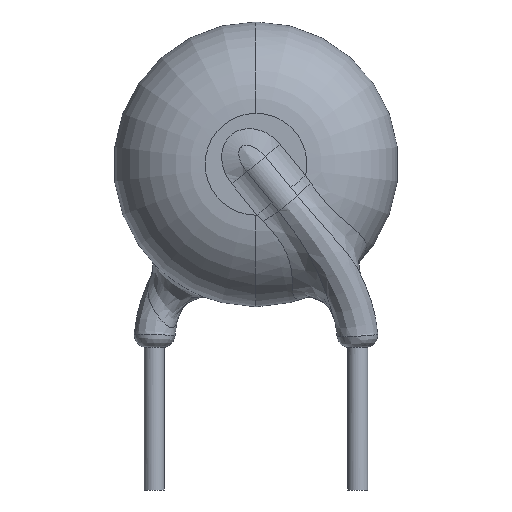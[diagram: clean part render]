
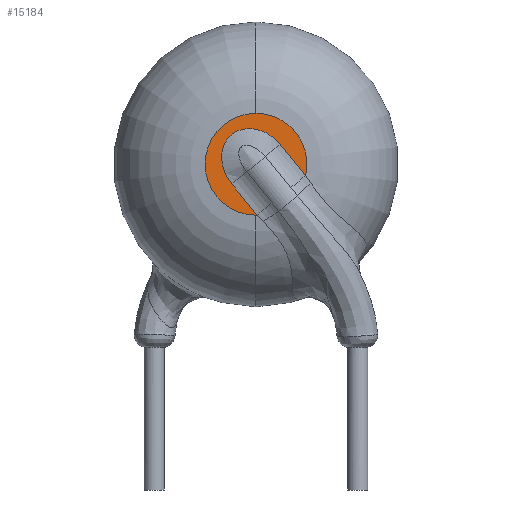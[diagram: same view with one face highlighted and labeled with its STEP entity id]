
A CAD part, front view. The second image highlights one B-rep face of the part: STEP entity #15184.
In plain terms, the highlighted planar face has unit normal (0, -1, 0).
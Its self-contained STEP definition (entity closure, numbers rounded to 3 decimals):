
#801 = CIRCLE ( 'NONE', #10711, 1.25 ) ;
#1136 = CARTESIAN_POINT ( 'NONE',  ( -0.406, -2.25, 5.344 ) ) ;
#1234 = DIRECTION ( 'NONE',  ( 0., 0., 1. ) ) ;
#1304 = CARTESIAN_POINT ( 'NONE',  ( -0.681, -2.25, 5.15 ) ) ;
#1392 = CARTESIAN_POINT ( 'NONE',  ( -0.722, -2.25, 4.198 ) ) ;
#1394 = DIRECTION ( 'NONE',  ( -0.632, 0., 0.775 ) ) ;
#1967 = CIRCLE ( 'NONE', #13011, 1.25 ) ;
#2329 = CARTESIAN_POINT ( 'NONE',  ( 0., -2.25, 4.5 ) ) ;
#2422 = CARTESIAN_POINT ( 'NONE',  ( 0.523, -2.25, 5.072 ) ) ;
#2511 = CARTESIAN_POINT ( 'NONE',  ( -0.834, -2.25, 4.515 ) ) ;
#2557 = VERTEX_POINT ( 'NONE', #17120 ) ;
#2679 = CARTESIAN_POINT ( 'NONE',  ( -0.665, -2.25, 4.103 ) ) ;
#2744 = ORIENTED_EDGE ( 'NONE', *, *, #10663, .F. ) ;
#3097 = VERTEX_POINT ( 'NONE', #12317 ) ;
#3566 = CIRCLE ( 'NONE', #10432, 1.25 ) ;
#3844 = CARTESIAN_POINT ( 'NONE',  ( 0., -2.25, 4.5 ) ) ;
#3874 = B_SPLINE_CURVE_WITH_KNOTS ( 'NONE', 3,
 ( #3990, #2679, #1392, #9063, #2511, #12985, #11677, #15821, #7705, #1304, #14549, #10292, #1136, #7863, #14640, #14465, #16955, #9150, #2422, #17044 ),
 .UNSPECIFIED., .F., .F.,
 ( 4, 2, 2, 2, 2, 2, 2, 2, 2, 4 ),
 ( 0., 0., 0.001, 0.001, 0.001, 0.001, 0.002, 0.002, 0.002, 0.003 ),
 .UNSPECIFIED. ) ;
#3973 = DIRECTION ( 'NONE',  ( 0., 1., 0. ) ) ;
#3990 = CARTESIAN_POINT ( 'NONE',  ( -0.594, -2.25, 4.016 ) ) ;
#4559 = CARTESIAN_POINT ( 'NONE',  ( 0., -2.25, 3.25 ) ) ;
#5132 = EDGE_CURVE ( 'NONE', #7162, #3097, #3874, .T. ) ;
#5271 = FACE_OUTER_BOUND ( 'NONE', #6662, .T. ) ;
#5583 = DIRECTION ( 'NONE',  ( 0., 0., 1. ) ) ;
#6166 = VERTEX_POINT ( 'NONE', #9995 ) ;
#6450 = CARTESIAN_POINT ( 'NONE',  ( -0.594, -2.25, 4.016 ) ) ;
#6662 = EDGE_LOOP ( 'NONE', ( #12597, #7791, #15955, #2744, #10576, #13423 ) ) ;
#6908 = DIRECTION ( 'NONE',  ( 0., 0., 1. ) ) ;
#7162 = VERTEX_POINT ( 'NONE', #6450 ) ;
#7705 = CARTESIAN_POINT ( 'NONE',  ( -0.746, -2.25, 5.059 ) ) ;
#7778 = PLANE ( 'NONE',  #11087 ) ;
#7791 = ORIENTED_EDGE ( 'NONE', *, *, #13667, .T. ) ;
#7863 = CARTESIAN_POINT ( 'NONE',  ( -0.183, -2.25, 5.382 ) ) ;
#9063 = CARTESIAN_POINT ( 'NONE',  ( -0.808, -2.25, 4.406 ) ) ;
#9150 = CARTESIAN_POINT ( 'NONE',  ( 0.438, -2.25, 5.148 ) ) ;
#9995 = CARTESIAN_POINT ( 'NONE',  ( 0.03, -2.25, 3.25 ) ) ;
#10192 = EDGE_CURVE ( 'NONE', #6166, #11030, #3566, .T. ) ;
#10292 = CARTESIAN_POINT ( 'NONE',  ( -0.513, -2.25, 5.298 ) ) ;
#10432 = AXIS2_PLACEMENT_3D ( 'NONE', #16058, #14784, #6908 ) ;
#10576 = ORIENTED_EDGE ( 'NONE', *, *, #10192, .F. ) ;
#10663 = EDGE_CURVE ( 'NONE', #11030, #2557, #801, .T. ) ;
#10711 = AXIS2_PLACEMENT_3D ( 'NONE', #3844, #11866, #1234 ) ;
#11030 = VERTEX_POINT ( 'NONE', #4559 ) ;
#11087 = AXIS2_PLACEMENT_3D ( 'NONE', #2329, #3973, #11742 ) ;
#11228 = CARTESIAN_POINT ( 'NONE',  ( 1.218, -2.25, 4.219 ) ) ;
#11677 = CARTESIAN_POINT ( 'NONE',  ( -0.832, -2.25, 4.852 ) ) ;
#11742 = DIRECTION ( 'NONE',  ( 0., 0., 1. ) ) ;
#11866 = DIRECTION ( 'NONE',  ( 0., 1., 0. ) ) ;
#11942 = CARTESIAN_POINT ( 'NONE',  ( -0.594, -2.25, 4.016 ) ) ;
#12317 = CARTESIAN_POINT ( 'NONE',  ( 0.594, -2.25, 4.984 ) ) ;
#12565 = DIRECTION ( 'NONE',  ( 0., 1., 0. ) ) ;
#12597 = ORIENTED_EDGE ( 'NONE', *, *, #5132, .T. ) ;
#12746 = EDGE_CURVE ( 'NONE', #6166, #7162, #17046, .T. ) ;
#12922 = LINE ( 'NONE', #16818, #14983 ) ;
#12985 = CARTESIAN_POINT ( 'NONE',  ( -0.847, -2.25, 4.738 ) ) ;
#13011 = AXIS2_PLACEMENT_3D ( 'NONE', #13794, #12565, #5583 ) ;
#13423 = ORIENTED_EDGE ( 'NONE', *, *, #12746, .T. ) ;
#13667 = EDGE_CURVE ( 'NONE', #3097, #15624, #12922, .T. ) ;
#13794 = CARTESIAN_POINT ( 'NONE',  ( 0., -2.25, 4.5 ) ) ;
#14387 = VECTOR ( 'NONE', #1394, 1000. ) ;
#14465 = CARTESIAN_POINT ( 'NONE',  ( 0.148, -2.25, 5.32 ) ) ;
#14549 = CARTESIAN_POINT ( 'NONE',  ( -0.642, -2.25, 5.192 ) ) ;
#14640 = CARTESIAN_POINT ( 'NONE',  ( -0.069, -2.25, 5.375 ) ) ;
#14784 = DIRECTION ( 'NONE',  ( 0., 1., 0. ) ) ;
#14983 = VECTOR ( 'NONE', #15434, 1000. ) ;
#15184 = ADVANCED_FACE ( 'NONE', ( #5271 ), #7778, .F. ) ;
#15434 = DIRECTION ( 'NONE',  ( 0.632, 0., -0.775 ) ) ;
#15624 = VERTEX_POINT ( 'NONE', #11228 ) ;
#15821 = CARTESIAN_POINT ( 'NONE',  ( -0.772, -2.25, 5.01 ) ) ;
#15955 = ORIENTED_EDGE ( 'NONE', *, *, #16723, .F. ) ;
#16058 = CARTESIAN_POINT ( 'NONE',  ( 0., -2.25, 4.5 ) ) ;
#16723 = EDGE_CURVE ( 'NONE', #2557, #15624, #1967, .T. ) ;
#16818 = CARTESIAN_POINT ( 'NONE',  ( 0.594, -2.25, 4.984 ) ) ;
#16955 = CARTESIAN_POINT ( 'NONE',  ( 0.252, -2.25, 5.272 ) ) ;
#17044 = CARTESIAN_POINT ( 'NONE',  ( 0.594, -2.25, 4.984 ) ) ;
#17046 = LINE ( 'NONE', #11942, #14387 ) ;
#17120 = CARTESIAN_POINT ( 'NONE',  ( 0., -2.25, 5.75 ) ) ;
